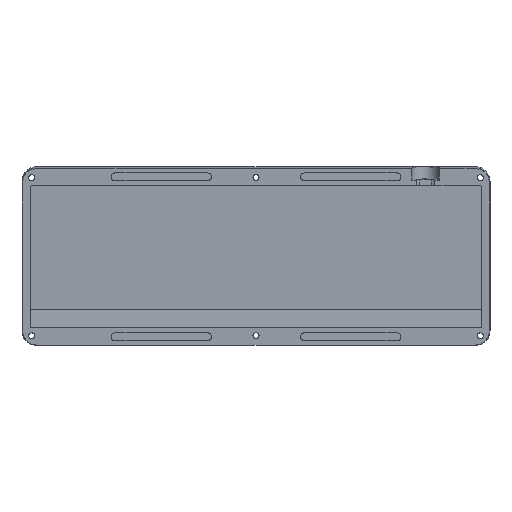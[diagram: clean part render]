
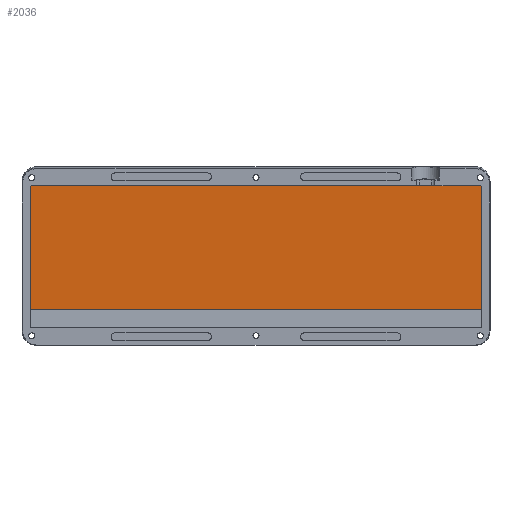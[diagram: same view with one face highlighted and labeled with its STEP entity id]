
A CAD part, top view. The second image highlights one B-rep face of the part: STEP entity #2036.
In plain terms, the highlighted planar face has unit normal (0, -0.087, 0.996).
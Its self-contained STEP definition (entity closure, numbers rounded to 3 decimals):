
#101=LINE('',#3044,#291);
#106=LINE('',#3060,#296);
#109=LINE('',#3066,#299);
#110=LINE('',#3070,#300);
#291=VECTOR('',#2432,10.);
#296=VECTOR('',#2447,10.);
#299=VECTOR('',#2452,10.);
#300=VECTOR('',#2455,10.);
#515=FACE_OUTER_BOUND('',#643,.T.);
#643=EDGE_LOOP('',(#1387,#1388,#1389,#1390,#1391,#1392));
#789=CIRCLE('',#2199,1.);
#790=CIRCLE('',#2200,1.);
#874=VERTEX_POINT('',#3040);
#876=VERTEX_POINT('',#3043);
#882=VERTEX_POINT('',#3059);
#884=VERTEX_POINT('',#3065);
#885=VERTEX_POINT('',#3067);
#886=VERTEX_POINT('',#3069);
#1071=EDGE_CURVE('',#876,#874,#101,.T.);
#1079=EDGE_CURVE('',#876,#882,#106,.T.);
#1082=EDGE_CURVE('',#884,#874,#109,.T.);
#1083=EDGE_CURVE('',#885,#884,#789,.T.);
#1084=EDGE_CURVE('',#886,#885,#110,.T.);
#1085=EDGE_CURVE('',#882,#886,#790,.T.);
#1387=ORIENTED_EDGE('',*,*,#1071,.T.);
#1388=ORIENTED_EDGE('',*,*,#1082,.F.);
#1389=ORIENTED_EDGE('',*,*,#1083,.F.);
#1390=ORIENTED_EDGE('',*,*,#1084,.F.);
#1391=ORIENTED_EDGE('',*,*,#1085,.F.);
#1392=ORIENTED_EDGE('',*,*,#1079,.F.);
#1972=PLANE('',#2198);
#2036=ADVANCED_FACE('',(#515),#1972,.T.);
#2198=AXIS2_PLACEMENT_3D('',#3064,#2450,#2451);
#2199=AXIS2_PLACEMENT_3D('',#3068,#2453,#2454);
#2200=AXIS2_PLACEMENT_3D('',#3071,#2456,#2457);
#2432=DIRECTION('',(1.,0.,0.));
#2447=DIRECTION('',(0.,0.996,0.087));
#2450=DIRECTION('center_axis',(0.,-0.087,0.996));
#2451=DIRECTION('ref_axis',(1.,0.,0.));
#2452=DIRECTION('',(0.,-0.996,-0.087));
#2453=DIRECTION('center_axis',(0.,0.087,-0.996));
#2454=DIRECTION('ref_axis',(1.,0.,0.));
#2455=DIRECTION('',(1.,0.,0.));
#2456=DIRECTION('center_axis',(0.,0.087,-0.996));
#2457=DIRECTION('ref_axis',(0.,0.996,0.087));
#3040=CARTESIAN_POINT('',(243.888,-67.231,1.201));
#3043=CARTESIAN_POINT('',(0.,-67.231,1.201));
#3044=CARTESIAN_POINT('',(121.944,-67.231,1.201));
#3059=CARTESIAN_POINT('',(0.,-1.283,6.971));
#3060=CARTESIAN_POINT('',(0.,-76.196,0.417));
#3064=CARTESIAN_POINT('Origin',(121.944,-38.739,3.694));
#3065=CARTESIAN_POINT('',(243.888,-1.283,6.971));
#3066=CARTESIAN_POINT('',(243.888,-1.283,6.971));
#3067=CARTESIAN_POINT('',(242.887,-0.286,7.058));
#3068=CARTESIAN_POINT('Origin',(242.888,-1.283,6.971));
#3069=CARTESIAN_POINT('',(1.,-0.286,7.058));
#3070=CARTESIAN_POINT('',(182.416,-0.286,7.058));
#3071=CARTESIAN_POINT('Origin',(1.,-1.283,6.971));
